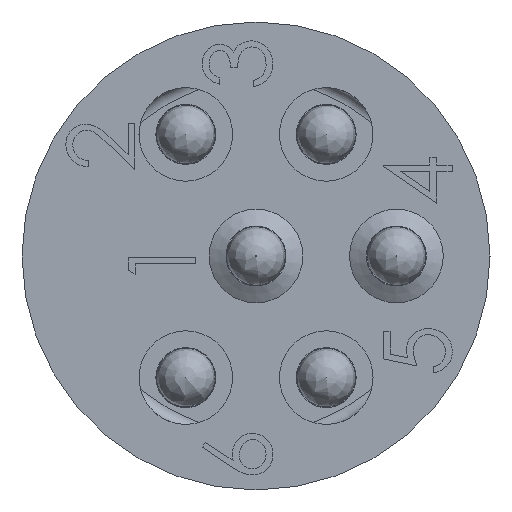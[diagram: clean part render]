
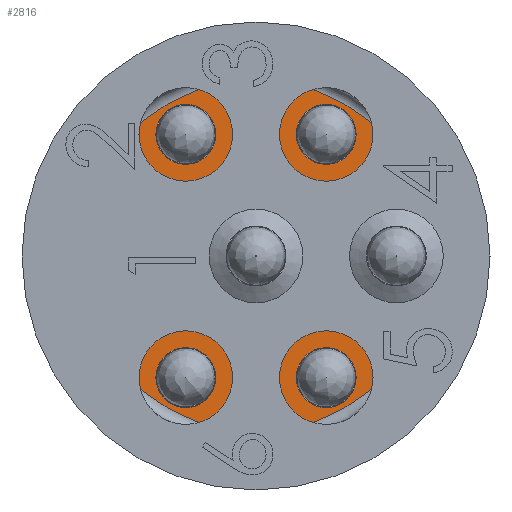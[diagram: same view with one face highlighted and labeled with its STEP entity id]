
A CAD part, left-side view. The second image highlights one B-rep face of the part: STEP entity #2816.
In plain terms, the highlighted planar face has unit normal (1, 0, 0).
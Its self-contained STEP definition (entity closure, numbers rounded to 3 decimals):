
#159=FACE_BOUND('',#871,.T.);
#160=FACE_BOUND('',#872,.T.);
#161=FACE_BOUND('',#873,.T.);
#162=FACE_BOUND('',#874,.T.);
#163=FACE_BOUND('',#875,.T.);
#164=FACE_BOUND('',#876,.T.);
#698=FACE_OUTER_BOUND('',#870,.T.);
#870=EDGE_LOOP('',(#2437,#2438));
#871=EDGE_LOOP('',(#2439,#2440));
#872=EDGE_LOOP('',(#2441,#2442));
#873=EDGE_LOOP('',(#2443,#2444));
#874=EDGE_LOOP('',(#2445,#2446));
#875=EDGE_LOOP('',(#2447,#2448));
#876=EDGE_LOOP('',(#2449,#2450));
#883=CIRCLE('',#2850,0.66);
#884=CIRCLE('',#2851,0.66);
#885=CIRCLE('',#2853,0.66);
#886=CIRCLE('',#2854,0.66);
#887=CIRCLE('',#2856,0.66);
#888=CIRCLE('',#2857,0.66);
#889=CIRCLE('',#2859,0.66);
#890=CIRCLE('',#2860,0.66);
#891=CIRCLE('',#2862,0.66);
#892=CIRCLE('',#2863,0.66);
#893=CIRCLE('',#2865,0.66);
#894=CIRCLE('',#2866,0.66);
#997=CIRCLE('',#3054,5.969);
#998=CIRCLE('',#3055,5.969);
#1021=VERTEX_POINT('',#3769);
#1022=VERTEX_POINT('',#3771);
#1023=VERTEX_POINT('',#3775);
#1024=VERTEX_POINT('',#3777);
#1025=VERTEX_POINT('',#3781);
#1026=VERTEX_POINT('',#3783);
#1027=VERTEX_POINT('',#3787);
#1028=VERTEX_POINT('',#3789);
#1029=VERTEX_POINT('',#3793);
#1030=VERTEX_POINT('',#3795);
#1031=VERTEX_POINT('',#3799);
#1032=VERTEX_POINT('',#3801);
#1272=VERTEX_POINT('',#6624);
#1273=VERTEX_POINT('',#6625);
#1294=EDGE_CURVE('',#1022,#1021,#883,.T.);
#1295=EDGE_CURVE('',#1021,#1022,#884,.T.);
#1297=EDGE_CURVE('',#1024,#1023,#885,.T.);
#1298=EDGE_CURVE('',#1023,#1024,#886,.T.);
#1300=EDGE_CURVE('',#1026,#1025,#887,.T.);
#1301=EDGE_CURVE('',#1025,#1026,#888,.T.);
#1303=EDGE_CURVE('',#1028,#1027,#889,.T.);
#1304=EDGE_CURVE('',#1027,#1028,#890,.T.);
#1306=EDGE_CURVE('',#1030,#1029,#891,.T.);
#1307=EDGE_CURVE('',#1029,#1030,#892,.T.);
#1309=EDGE_CURVE('',#1032,#1031,#893,.T.);
#1310=EDGE_CURVE('',#1031,#1032,#894,.T.);
#1653=EDGE_CURVE('',#1272,#1273,#997,.T.);
#1654=EDGE_CURVE('',#1273,#1272,#998,.T.);
#2437=ORIENTED_EDGE('',*,*,#1653,.T.);
#2438=ORIENTED_EDGE('',*,*,#1654,.T.);
#2439=ORIENTED_EDGE('',*,*,#1294,.T.);
#2440=ORIENTED_EDGE('',*,*,#1295,.T.);
#2441=ORIENTED_EDGE('',*,*,#1297,.T.);
#2442=ORIENTED_EDGE('',*,*,#1298,.T.);
#2443=ORIENTED_EDGE('',*,*,#1300,.T.);
#2444=ORIENTED_EDGE('',*,*,#1301,.T.);
#2445=ORIENTED_EDGE('',*,*,#1303,.T.);
#2446=ORIENTED_EDGE('',*,*,#1304,.T.);
#2447=ORIENTED_EDGE('',*,*,#1306,.T.);
#2448=ORIENTED_EDGE('',*,*,#1307,.T.);
#2449=ORIENTED_EDGE('',*,*,#1309,.T.);
#2450=ORIENTED_EDGE('',*,*,#1310,.T.);
#2519=PLANE('',#3080);
#2816=ADVANCED_FACE('',(#698,#159,#160,#161,#162,#163,#164),#2519,.T.);
#2850=AXIS2_PLACEMENT_3D('',#3772,#3110,#3111);
#2851=AXIS2_PLACEMENT_3D('',#3773,#3112,#3113);
#2853=AXIS2_PLACEMENT_3D('',#3778,#3117,#3118);
#2854=AXIS2_PLACEMENT_3D('',#3779,#3119,#3120);
#2856=AXIS2_PLACEMENT_3D('',#3784,#3124,#3125);
#2857=AXIS2_PLACEMENT_3D('',#3785,#3126,#3127);
#2859=AXIS2_PLACEMENT_3D('',#3790,#3131,#3132);
#2860=AXIS2_PLACEMENT_3D('',#3791,#3133,#3134);
#2862=AXIS2_PLACEMENT_3D('',#3796,#3138,#3139);
#2863=AXIS2_PLACEMENT_3D('',#3797,#3140,#3141);
#2865=AXIS2_PLACEMENT_3D('',#3802,#3145,#3146);
#2866=AXIS2_PLACEMENT_3D('',#3803,#3147,#3148);
#3054=AXIS2_PLACEMENT_3D('',#6626,#3691,#3692);
#3055=AXIS2_PLACEMENT_3D('',#6627,#3693,#3694);
#3080=AXIS2_PLACEMENT_3D('',#6669,#3747,#3748);
#3110=DIRECTION('center_axis',(-1.,0.,0.));
#3111=DIRECTION('ref_axis',(0.,-0.924,-0.382));
#3112=DIRECTION('center_axis',(-1.,0.,0.));
#3113=DIRECTION('ref_axis',(0.,-0.924,-0.382));
#3117=DIRECTION('center_axis',(-1.,0.,0.));
#3118=DIRECTION('ref_axis',(0.,-0.924,-0.382));
#3119=DIRECTION('center_axis',(-1.,0.,0.));
#3120=DIRECTION('ref_axis',(0.,-0.924,-0.382));
#3124=DIRECTION('center_axis',(-1.,0.,0.));
#3125=DIRECTION('ref_axis',(0.,-0.924,-0.382));
#3126=DIRECTION('center_axis',(-1.,0.,0.));
#3127=DIRECTION('ref_axis',(0.,-0.924,-0.382));
#3131=DIRECTION('center_axis',(-1.,0.,0.));
#3132=DIRECTION('ref_axis',(0.,-0.924,-0.382));
#3133=DIRECTION('center_axis',(-1.,0.,0.));
#3134=DIRECTION('ref_axis',(0.,-0.924,-0.382));
#3138=DIRECTION('center_axis',(-1.,0.,0.));
#3139=DIRECTION('ref_axis',(0.,-0.924,-0.382));
#3140=DIRECTION('center_axis',(-1.,0.,0.));
#3141=DIRECTION('ref_axis',(0.,-0.924,-0.382));
#3145=DIRECTION('center_axis',(-1.,0.,0.));
#3146=DIRECTION('ref_axis',(0.,-0.924,-0.382));
#3147=DIRECTION('center_axis',(-1.,0.,0.));
#3148=DIRECTION('ref_axis',(0.,-0.924,-0.382));
#3691=DIRECTION('center_axis',(1.,0.,0.));
#3692=DIRECTION('ref_axis',(0.,0.,-1.));
#3693=DIRECTION('center_axis',(1.,0.,0.));
#3694=DIRECTION('ref_axis',(0.,0.,-1.));
#3747=DIRECTION('center_axis',(1.,0.,0.));
#3748=DIRECTION('ref_axis',(0.,0.,-1.));
#3769=CARTESIAN_POINT('',(34.925,-0.971,0.358));
#3771=CARTESIAN_POINT('',(34.925,-2.192,-0.146));
#3772=CARTESIAN_POINT('Origin',(34.925,-1.582,0.106));
#3773=CARTESIAN_POINT('Origin',(34.925,-1.582,0.106));
#3775=CARTESIAN_POINT('',(34.925,1.468,1.366));
#3777=CARTESIAN_POINT('',(34.925,0.248,0.862));
#3778=CARTESIAN_POINT('Origin',(34.925,0.858,1.114));
#3779=CARTESIAN_POINT('Origin',(34.925,0.858,1.114));
#3781=CARTESIAN_POINT('',(34.925,1.121,-1.251));
#3783=CARTESIAN_POINT('',(34.925,-0.099,-1.755));
#3784=CARTESIAN_POINT('Origin',(34.925,0.511,-1.503));
#3785=CARTESIAN_POINT('Origin',(34.925,0.511,-1.503));
#3787=CARTESIAN_POINT('',(34.925,2.05,-0.042));
#3789=CARTESIAN_POINT('',(34.925,0.83,-0.547));
#3790=CARTESIAN_POINT('Origin',(34.925,1.44,-0.295));
#3791=CARTESIAN_POINT('Origin',(34.925,1.44,-0.295));
#3793=CARTESIAN_POINT('',(34.925,-0.042,1.566));
#3795=CARTESIAN_POINT('',(34.925,-1.263,1.062));
#3796=CARTESIAN_POINT('Origin',(34.925,-0.653,1.314));
#3797=CARTESIAN_POINT('Origin',(34.925,-0.653,1.314));
#3799=CARTESIAN_POINT('',(34.925,-0.389,-1.05));
#3801=CARTESIAN_POINT('',(34.925,-1.61,-1.555));
#3802=CARTESIAN_POINT('Origin',(34.925,-1.,-1.303));
#3803=CARTESIAN_POINT('Origin',(34.925,-1.,-1.303));
#6624=CARTESIAN_POINT('',(34.925,0.,-5.969));
#6625=CARTESIAN_POINT('',(34.925,0.,5.969));
#6626=CARTESIAN_POINT('Origin',(34.925,0.,0.));
#6627=CARTESIAN_POINT('Origin',(34.925,0.,0.));
#6669=CARTESIAN_POINT('Origin',(34.925,0.,0.));
